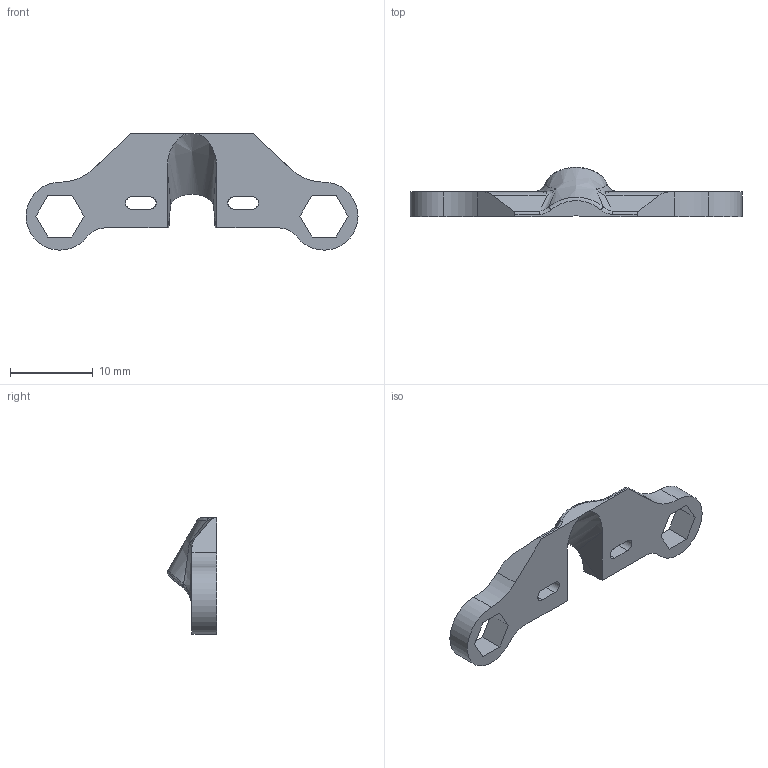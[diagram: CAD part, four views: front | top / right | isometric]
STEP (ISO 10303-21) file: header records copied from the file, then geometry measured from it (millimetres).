
FILE_DESCRIPTION (( 'STEP AP214' ), '1' );
FILE_NAME ('HDEVO TBS_Immortal-T_Clamp^Apex.STEP', '2023-08-24T01:58:58', ( '' ), ( '' ), 'SwSTEP 2.0', 'SolidWorks 2023', '' );
FILE_SCHEMA (( 'AUTOMOTIVE_DESIGN' ));
Length unit declared in the file: millimetre
Products named in the file (1): HDEVO TBS_Immortal-T_Clamp^Apex
Bounding box: 40.23 x 5.98 x 14.09 mm (x, y, z)
Volume: 802.5 mm3; surface area: 1068.8 mm2
Topology: 1 solids, 1 shells, 70 faces, 194 edges, 120 vertices
Faces by surface type: plane 32, bspline 20, cylinder 18
Entity records: 3059 total; most frequent: CARTESIAN_POINT 1425, ORIENTED_EDGE 380, DIRECTION 272, EDGE_CURVE 190, VERTEX_POINT 120, LINE 102, VECTOR 102, AXIS2_PLACEMENT_3D 85
